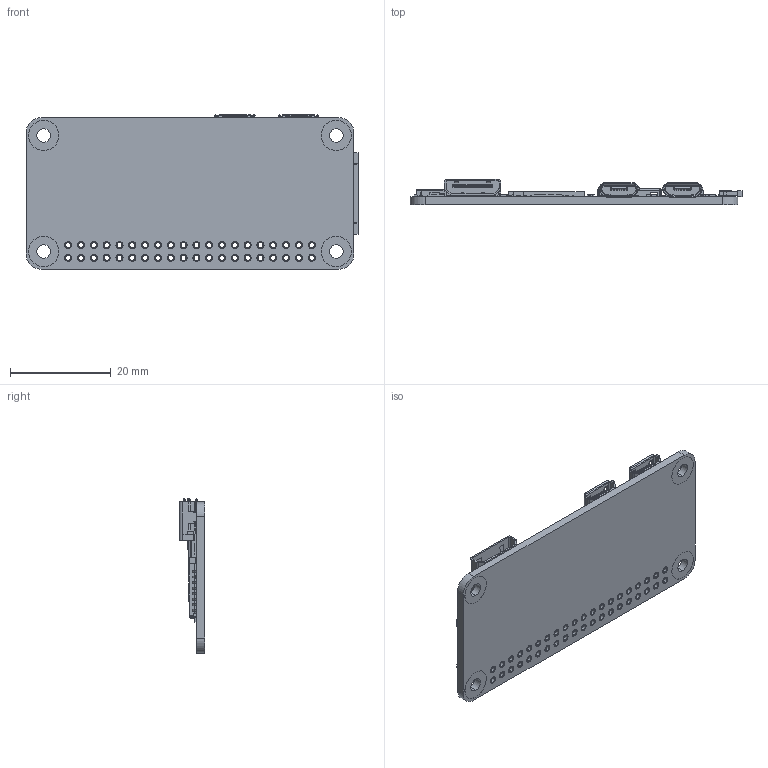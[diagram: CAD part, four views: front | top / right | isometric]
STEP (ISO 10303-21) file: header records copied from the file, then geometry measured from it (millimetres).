
FILE_DESCRIPTION (( 'STEP AP214' ), '1' );
FILE_NAME ('Raspberry Pi Zero 2 W.STEP', '2021-11-09T02:24:38', ( '' ), ( '' ), 'SwSTEP 2.0', 'SolidWorks 2018', '' );
FILE_SCHEMA (( 'AUTOMOTIVE_DESIGN' ));
Length unit declared in the file: millimetre
Products named in the file (22): PAM2306AYPKE, Switching Voltage Regulators Dual PWM Step-Down 40uA 1A 1.5MHz, Raspberry Pi Zero 2 W; SMD Capacitor, Configurable, Raspberry Pi Zero 2 W_C2; Mini HDMI Receptacle Port, Raspberry Pi Zero 2 W; PCB, Raspberry Pi Zero 2 W; RP3A0-AU 2105 201221C, Raspberry Pi Zero 2 W; MicroUSB Port, Raspberry Pi Zero 2 W; LED, Raspberry Pi Zero 2 W; 54548-2271, 22 Pin FPC Connector, Raspberry Pi Zero 2 W; SMD Capacitor, Configurable, Raspberry Pi Zero 2 W_C3; RT9081A-1BGQZA, Fixed LDO Voltage Regulator, 0.8V-5.5Vin, 140mV drop, 1.25Vout, 0.5Aout, Raspberry Pi Zero 2 W_default; SMD Capacitor, Configurable, Raspberry Pi Zero 2 W_C1; Wireless Module Cover, Raspberry Pi Zero 2 W; Crystal Resonator, Raspberry Pi Zero 2 W; Raspberry Pi Zero 2 W; SMD Inductor, Configurable, Raspberry Pi Zero 2 W_L2; SMD Resistor, Configurable, Raspberry Pi Zero 2 W_R12; SMD Inductor, Configurable, Raspberry Pi Zero 2 W_L1; SD Card Slot, Raspberry Pi Zero 2 W; RT8088AWSC, IC Reg Buck Prog 3A Sync 15WLCSP, Raspberry Pi Zero 2 W_default; SMD Resistor, Configurable, Raspberry Pi Zero 2 W_R1; Diode, Schottky, Raspberry Pi Zero 2 W; SMD Capacitor, Configurable, Raspberry Pi Zero 2 W_C10
Assembly tree (93 placements, depth 2):
  Raspberry Pi Zero 2 W
    PCB, Raspberry Pi Zero 2 W
    RP3A0-AU 2105 201221C, Raspberry Pi Zero 2 W
    MicroUSB Port, Raspberry Pi Zero 2 W  x2
    SD Card Slot, Raspberry Pi Zero 2 W
    Wireless Module Cover, Raspberry Pi Zero 2 W
    Crystal Resonator, Raspberry Pi Zero 2 W
    LED, Raspberry Pi Zero 2 W
    Diode, Schottky, Raspberry Pi Zero 2 W
    54548-2271, 22 Pin FPC Connector, Raspberry Pi Zero 2 W
    Mini HDMI Receptacle Port, Raspberry Pi Zero 2 W
    PAM2306AYPKE, Switching Voltage Regulators Dual PWM Step-Down 40uA 1A 1.5MHz, Raspberry Pi Zero 2 W
    RT9081A-1BGQZA, Fixed LDO Voltage Regulator, 0.8V-5.5Vin, 140mV drop, 1.25Vout, 0.5Aout, Raspberry Pi Zero 2 W_default
    RT8088AWSC, IC Reg Buck Prog 3A Sync 15WLCSP, Raspberry Pi Zero 2 W_default
    SMD Inductor, Configurable, Raspberry Pi Zero 2 W_L1
    SMD Inductor, Configurable, Raspberry Pi Zero 2 W_L2
    SMD Capacitor, Configurable, Raspberry Pi Zero 2 W_C1  x3
    SMD Capacitor, Configurable, Raspberry Pi Zero 2 W_C3  x7
    SMD Capacitor, Configurable, Raspberry Pi Zero 2 W_C2  x31
    SMD Capacitor, Configurable, Raspberry Pi Zero 2 W_C10  x15
    SMD Resistor, Configurable, Raspberry Pi Zero 2 W_R1  x20
    SMD Resistor, Configurable, Raspberry Pi Zero 2 W_R12
Bounding box: 65.8 x 5.05 x 30.58 mm (x, y, z)
Volume: 3703 mm3; surface area: 7949.9 mm2
Topology: 268 solids, 268 shells, 7119 faces, 18289 edges, 11666 vertices
Faces by surface type: plane 4448, cylinder 1915, torus 498, bspline 214, sphere 44
Entity records: 162267 total; most frequent: CARTESIAN_POINT 31539, ORIENTED_EDGE 25254, DIRECTION 24435, EDGE_CURVE 12627, VECTOR 9217, LINE 9217, VERTEX_POINT 8154, AXIS2_PLACEMENT_3D 7609
